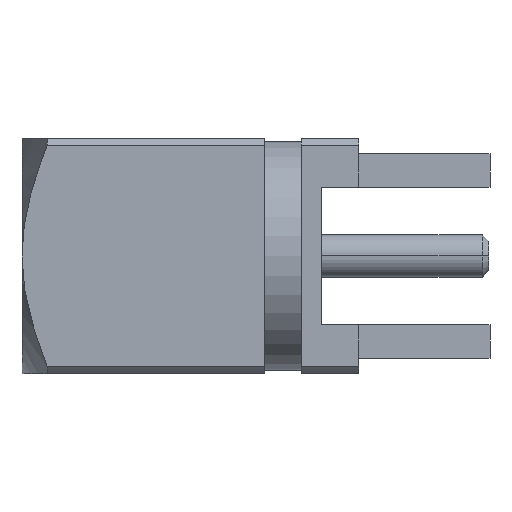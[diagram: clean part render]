
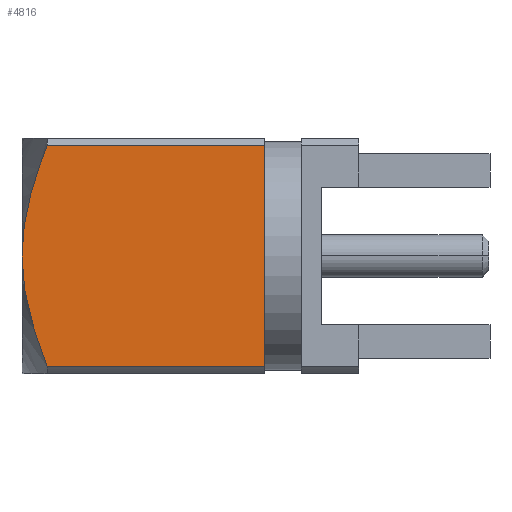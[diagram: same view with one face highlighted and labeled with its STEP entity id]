
A CAD part, left-side view. The second image highlights one B-rep face of the part: STEP entity #4816.
In plain terms, the highlighted planar face has unit normal (-1, 0, 0).
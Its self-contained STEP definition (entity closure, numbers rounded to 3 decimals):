
#62 = CARTESIAN_POINT ( 'NONE',  ( -3.5, 3.449, 1.399 ) ) ;
#204 = EDGE_LOOP ( 'NONE', ( #2517, #2135, #562, #3640, #5126 ) ) ;
#260 = VECTOR ( 'NONE', #6447, 1000. ) ;
#288 = DIRECTION ( 'NONE',  ( 0., 1., 0. ) ) ;
#404 = FACE_OUTER_BOUND ( 'NONE', #204, .T. ) ;
#562 = ORIENTED_EDGE ( 'NONE', *, *, #4126, .T. ) ;
#623 = CARTESIAN_POINT ( 'NONE',  ( -3.5, 3.505, 1.119 ) ) ;
#660 = CARTESIAN_POINT ( 'NONE',  ( -3.5, 3.243, 2.226 ) ) ;
#823 = DIRECTION ( 'NONE',  ( -1., 0., 0. ) ) ;
#902 = VERTEX_POINT ( 'NONE', #3294 ) ;
#1021 = CARTESIAN_POINT ( 'NONE',  ( -3.5, 3.6, 0. ) ) ;
#1215 = LINE ( 'NONE', #1247, #2099 ) ;
#1247 = CARTESIAN_POINT ( 'NONE',  ( -3.5, -10.3, -3.285 ) ) ;
#1500 = VERTEX_POINT ( 'NONE', #1680 ) ;
#1581 = CARTESIAN_POINT ( 'NONE',  ( -3.5, 3.447, -1.407 ) ) ;
#1680 = CARTESIAN_POINT ( 'NONE',  ( -3.5, 2.849, 3.285 ) ) ;
#1717 = VERTEX_POINT ( 'NONE', #6327 ) ;
#1802 = DIRECTION ( 'NONE',  ( 0., -1., 0. ) ) ;
#1808 = EDGE_CURVE ( 'NONE', #1717, #902, #1215, .T. ) ;
#1946 = CARTESIAN_POINT ( 'NONE',  ( -3.5, -10.3, -3.5 ) ) ;
#2097 = CARTESIAN_POINT ( 'NONE',  ( -3.5, 3.6, -0.281 ) ) ;
#2099 = VECTOR ( 'NONE', #1802, 1000. ) ;
#2135 = ORIENTED_EDGE ( 'NONE', *, *, #3586, .T. ) ;
#2195 = CARTESIAN_POINT ( 'NONE',  ( -3.5, 3.057, -2.76 ) ) ;
#2200 = CARTESIAN_POINT ( 'NONE',  ( -3.5, 3.6, 0. ) ) ;
#2483 = VERTEX_POINT ( 'NONE', #6704 ) ;
#2517 = ORIENTED_EDGE ( 'NONE', *, *, #6120, .T. ) ;
#2707 = LINE ( 'NONE', #4312, #260 ) ;
#2955 = VECTOR ( 'NONE', #288, 1000. ) ;
#3294 = CARTESIAN_POINT ( 'NONE',  ( -3.5, -3.6, -3.285 ) ) ;
#3586 = EDGE_CURVE ( 'NONE', #1500, #4618, #6246, .T. ) ;
#3640 = ORIENTED_EDGE ( 'NONE', *, *, #1808, .T. ) ;
#3810 = CARTESIAN_POINT ( 'NONE',  ( -3.5, 3.6, 0.281 ) ) ;
#3997 = B_SPLINE_CURVE_WITH_KNOTS ( 'NONE', 3,
 ( #1021, #2097, #6366, #4792, #1581, #4856, #2195, #4330 ),
 .UNSPECIFIED., .F., .F.,
 ( 4, 2, 2, 4 ),
 ( 0.011, 0.012, 0.013, 0.014 ),
 .UNSPECIFIED. ) ;
#4072 = CARTESIAN_POINT ( 'NONE',  ( -3.5, -10.3, 3.285 ) ) ;
#4080 = DIRECTION ( 'NONE',  ( 0., 0., 1. ) ) ;
#4126 = EDGE_CURVE ( 'NONE', #4618, #1717, #3997, .T. ) ;
#4303 = AXIS2_PLACEMENT_3D ( 'NONE', #1946, #823, #4080 ) ;
#4312 = CARTESIAN_POINT ( 'NONE',  ( -3.5, -3.6, -3.5 ) ) ;
#4330 = CARTESIAN_POINT ( 'NONE',  ( -3.5, 2.849, -3.285 ) ) ;
#4364 = CARTESIAN_POINT ( 'NONE',  ( -3.5, 2.849, 3.285 ) ) ;
#4618 = VERTEX_POINT ( 'NONE', #5528 ) ;
#4792 = CARTESIAN_POINT ( 'NONE',  ( -3.5, 3.503, -1.13 ) ) ;
#4816 = ADVANCED_FACE ( 'NONE', ( #404 ), #6809, .T. ) ;
#4856 = CARTESIAN_POINT ( 'NONE',  ( -3.5, 3.242, -2.228 ) ) ;
#4954 = CARTESIAN_POINT ( 'NONE',  ( -3.5, 3.58, 0.561 ) ) ;
#5126 = ORIENTED_EDGE ( 'NONE', *, *, #5855, .F. ) ;
#5528 = CARTESIAN_POINT ( 'NONE',  ( -3.5, 3.6, 0. ) ) ;
#5855 = EDGE_CURVE ( 'NONE', #2483, #902, #2707, .T. ) ;
#6120 = EDGE_CURVE ( 'NONE', #2483, #1500, #6696, .T. ) ;
#6246 = B_SPLINE_CURVE_WITH_KNOTS ( 'NONE', 3,
 ( #4364, #6568, #660, #62, #623, #4954, #3810, #2200 ),
 .UNSPECIFIED., .F., .F.,
 ( 4, 2, 2, 4 ),
 ( 0.008, 0.009, 0.01, 0.011 ),
 .UNSPECIFIED. ) ;
#6327 = CARTESIAN_POINT ( 'NONE',  ( -3.5, 2.849, -3.285 ) ) ;
#6366 = CARTESIAN_POINT ( 'NONE',  ( -3.5, 3.58, -0.563 ) ) ;
#6447 = DIRECTION ( 'NONE',  ( 0., 0., -1. ) ) ;
#6568 = CARTESIAN_POINT ( 'NONE',  ( -3.5, 3.057, 2.759 ) ) ;
#6696 = LINE ( 'NONE', #4072, #2955 ) ;
#6704 = CARTESIAN_POINT ( 'NONE',  ( -3.5, -3.6, 3.285 ) ) ;
#6809 = PLANE ( 'NONE',  #4303 ) ;
